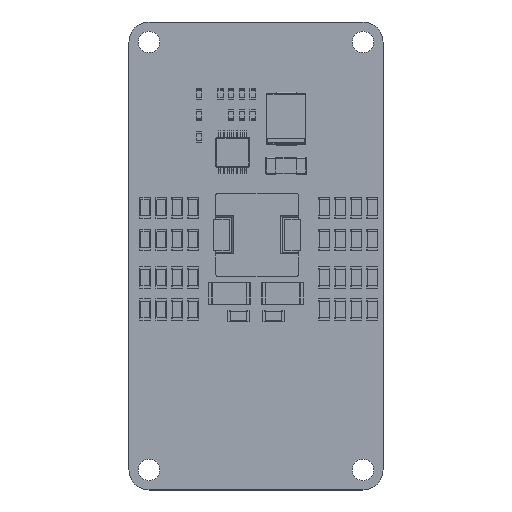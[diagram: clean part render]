
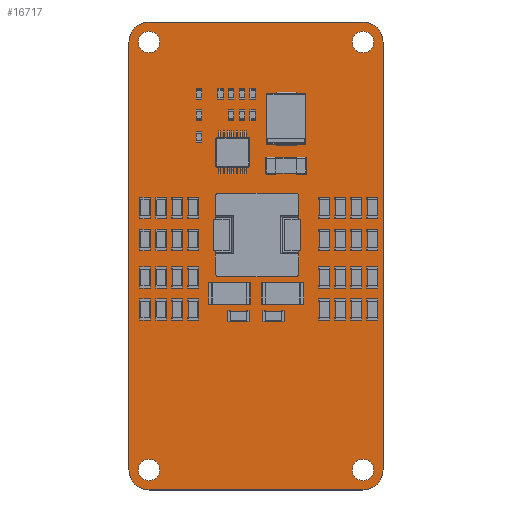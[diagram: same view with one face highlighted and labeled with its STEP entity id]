
A CAD part, top view. The second image highlights one B-rep face of the part: STEP entity #16717.
In plain terms, the highlighted planar face has unit normal (0, 0, 1).
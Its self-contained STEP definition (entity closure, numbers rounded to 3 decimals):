
#16524 = VERTEX_POINT('',#16525);
#16525 = CARTESIAN_POINT('',(72.,-37.,1.48));
#16531 = EDGE_CURVE('',#16524,#16532,#16534,.T.);
#16532 = VERTEX_POINT('',#16533);
#16533 = CARTESIAN_POINT('',(75.,-40.,1.48));
#16534 = CIRCLE('',#16535,3.);
#16535 = AXIS2_PLACEMENT_3D('',#16536,#16537,#16538);
#16536 = CARTESIAN_POINT('',(72.,-40.,1.48));
#16537 = DIRECTION('',(0.,0.,-1.));
#16538 = DIRECTION('',(0.,1.,0.));
#16566 = VERTEX_POINT('',#16567);
#16567 = CARTESIAN_POINT('',(40.,-37.,1.48));
#16573 = EDGE_CURVE('',#16566,#16524,#16574,.T.);
#16574 = LINE('',#16575,#16576);
#16575 = CARTESIAN_POINT('',(40.,-37.,1.48));
#16576 = VECTOR('',#16577,1.);
#16577 = DIRECTION('',(1.,0.,0.));
#16595 = EDGE_CURVE('',#16532,#16596,#16598,.T.);
#16596 = VERTEX_POINT('',#16597);
#16597 = CARTESIAN_POINT('',(75.,-104.,1.48));
#16598 = LINE('',#16599,#16600);
#16599 = CARTESIAN_POINT('',(75.,-40.,1.48));
#16600 = VECTOR('',#16601,1.);
#16601 = DIRECTION('',(0.,-1.,0.));
#16717 = ADVANCED_FACE('',(#16718,#16764,#16775,#16786,#16797),#16808,
  .T.);
#16718 = FACE_BOUND('',#16719,.T.);
#16719 = EDGE_LOOP('',(#16720,#16721,#16722,#16731,#16739,#16748,#16756,
    #16763));
#16720 = ORIENTED_EDGE('',*,*,#16531,.F.);
#16721 = ORIENTED_EDGE('',*,*,#16573,.F.);
#16722 = ORIENTED_EDGE('',*,*,#16723,.F.);
#16723 = EDGE_CURVE('',#16724,#16566,#16726,.T.);
#16724 = VERTEX_POINT('',#16725);
#16725 = CARTESIAN_POINT('',(37.,-40.,1.48));
#16726 = CIRCLE('',#16727,3.);
#16727 = AXIS2_PLACEMENT_3D('',#16728,#16729,#16730);
#16728 = CARTESIAN_POINT('',(40.,-40.,1.48));
#16729 = DIRECTION('',(0.,0.,-1.));
#16730 = DIRECTION('',(-1.,0.,0.));
#16731 = ORIENTED_EDGE('',*,*,#16732,.F.);
#16732 = EDGE_CURVE('',#16733,#16724,#16735,.T.);
#16733 = VERTEX_POINT('',#16734);
#16734 = CARTESIAN_POINT('',(37.,-104.,1.48));
#16735 = LINE('',#16736,#16737);
#16736 = CARTESIAN_POINT('',(37.,-104.,1.48));
#16737 = VECTOR('',#16738,1.);
#16738 = DIRECTION('',(0.,1.,0.));
#16739 = ORIENTED_EDGE('',*,*,#16740,.F.);
#16740 = EDGE_CURVE('',#16741,#16733,#16743,.T.);
#16741 = VERTEX_POINT('',#16742);
#16742 = CARTESIAN_POINT('',(40.,-107.,1.48));
#16743 = CIRCLE('',#16744,3.);
#16744 = AXIS2_PLACEMENT_3D('',#16745,#16746,#16747);
#16745 = CARTESIAN_POINT('',(40.,-104.,1.48));
#16746 = DIRECTION('',(0.,0.,-1.));
#16747 = DIRECTION('',(0.,-1.,-0.));
#16748 = ORIENTED_EDGE('',*,*,#16749,.F.);
#16749 = EDGE_CURVE('',#16750,#16741,#16752,.T.);
#16750 = VERTEX_POINT('',#16751);
#16751 = CARTESIAN_POINT('',(72.,-107.,1.48));
#16752 = LINE('',#16753,#16754);
#16753 = CARTESIAN_POINT('',(72.,-107.,1.48));
#16754 = VECTOR('',#16755,1.);
#16755 = DIRECTION('',(-1.,0.,0.));
#16756 = ORIENTED_EDGE('',*,*,#16757,.F.);
#16757 = EDGE_CURVE('',#16596,#16750,#16758,.T.);
#16758 = CIRCLE('',#16759,3.);
#16759 = AXIS2_PLACEMENT_3D('',#16760,#16761,#16762);
#16760 = CARTESIAN_POINT('',(72.,-104.,1.48));
#16761 = DIRECTION('',(0.,0.,-1.));
#16762 = DIRECTION('',(1.,0.,0.));
#16763 = ORIENTED_EDGE('',*,*,#16595,.F.);
#16764 = FACE_BOUND('',#16765,.T.);
#16765 = EDGE_LOOP('',(#16766));
#16766 = ORIENTED_EDGE('',*,*,#16767,.T.);
#16767 = EDGE_CURVE('',#16768,#16768,#16770,.T.);
#16768 = VERTEX_POINT('',#16769);
#16769 = CARTESIAN_POINT('',(40.,-105.6,1.48));
#16770 = CIRCLE('',#16771,1.6);
#16771 = AXIS2_PLACEMENT_3D('',#16772,#16773,#16774);
#16772 = CARTESIAN_POINT('',(40.,-104.,1.48));
#16773 = DIRECTION('',(-0.,0.,-1.));
#16774 = DIRECTION('',(-0.,-1.,0.));
#16775 = FACE_BOUND('',#16776,.T.);
#16776 = EDGE_LOOP('',(#16777));
#16777 = ORIENTED_EDGE('',*,*,#16778,.T.);
#16778 = EDGE_CURVE('',#16779,#16779,#16781,.T.);
#16779 = VERTEX_POINT('',#16780);
#16780 = CARTESIAN_POINT('',(72.,-105.6,1.48));
#16781 = CIRCLE('',#16782,1.6);
#16782 = AXIS2_PLACEMENT_3D('',#16783,#16784,#16785);
#16783 = CARTESIAN_POINT('',(72.,-104.,1.48));
#16784 = DIRECTION('',(-0.,0.,-1.));
#16785 = DIRECTION('',(-0.,-1.,0.));
#16786 = FACE_BOUND('',#16787,.T.);
#16787 = EDGE_LOOP('',(#16788));
#16788 = ORIENTED_EDGE('',*,*,#16789,.T.);
#16789 = EDGE_CURVE('',#16790,#16790,#16792,.T.);
#16790 = VERTEX_POINT('',#16791);
#16791 = CARTESIAN_POINT('',(40.,-41.6,1.48));
#16792 = CIRCLE('',#16793,1.6);
#16793 = AXIS2_PLACEMENT_3D('',#16794,#16795,#16796);
#16794 = CARTESIAN_POINT('',(40.,-40.,1.48));
#16795 = DIRECTION('',(-0.,0.,-1.));
#16796 = DIRECTION('',(-0.,-1.,0.));
#16797 = FACE_BOUND('',#16798,.T.);
#16798 = EDGE_LOOP('',(#16799));
#16799 = ORIENTED_EDGE('',*,*,#16800,.T.);
#16800 = EDGE_CURVE('',#16801,#16801,#16803,.T.);
#16801 = VERTEX_POINT('',#16802);
#16802 = CARTESIAN_POINT('',(72.,-41.6,1.48));
#16803 = CIRCLE('',#16804,1.6);
#16804 = AXIS2_PLACEMENT_3D('',#16805,#16806,#16807);
#16805 = CARTESIAN_POINT('',(72.,-40.,1.48));
#16806 = DIRECTION('',(-0.,0.,-1.));
#16807 = DIRECTION('',(-0.,-1.,0.));
#16808 = PLANE('',#16809);
#16809 = AXIS2_PLACEMENT_3D('',#16810,#16811,#16812);
#16810 = CARTESIAN_POINT('',(0.,0.,1.48));
#16811 = DIRECTION('',(0.,0.,1.));
#16812 = DIRECTION('',(1.,0.,-0.));
